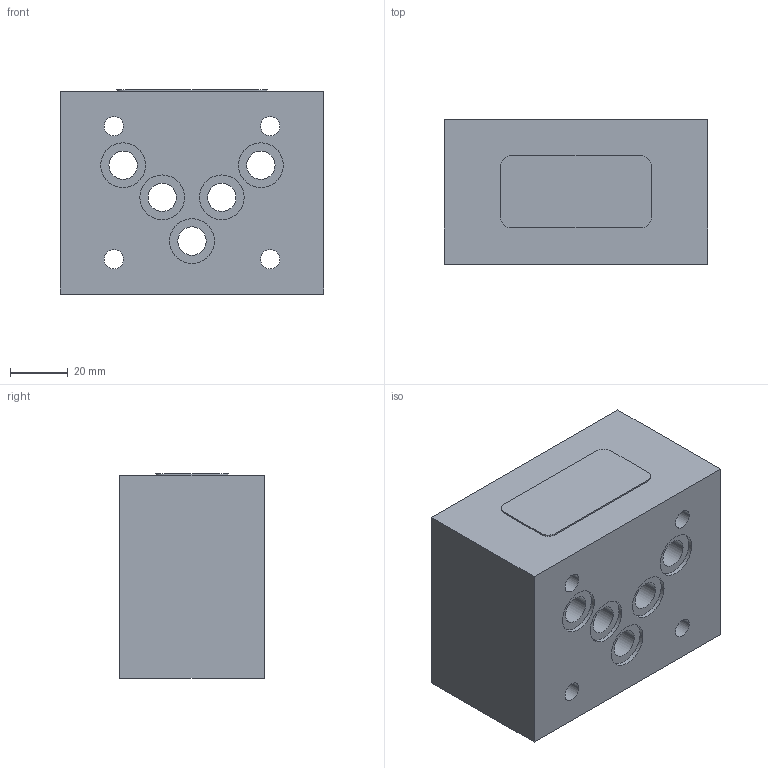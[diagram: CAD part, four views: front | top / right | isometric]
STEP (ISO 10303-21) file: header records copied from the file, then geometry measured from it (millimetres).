
FILE_DESCRIPTION((''),'2;1');
FILE_NAME('MVJ3_10_V001','2015-01-14T',('d.helta'),(''),'PRO/ENGINEER BY PARAMETRIC TECHNOLOGY CORPORATION, 2014090','PRO/ENGINEER BY PARAMETRIC TECHNOLOGY CORPORATION, 2014090','');
FILE_SCHEMA(('AUTOMOTIVE_DESIGN { 1 0 10303 214 1 1 1 1 }'));
Length unit declared in the file: millimetre
Products named in the file (1): MVJ3_10_V001
Bounding box: 91 x 50 x 70.5 mm (x, y, z)
Volume: 292451.7 mm3; surface area: 39908.5 mm2
Topology: 1 solids, 1 shells, 48 faces, 139 edges, 118 vertices
Faces by surface type: cylinder 32, plane 16
Entity records: 1793 total; most frequent: DIRECTION 301, CARTESIAN_POINT 270, ORIENTED_EDGE 240, EDGE_CURVE 120, AXIS2_PLACEMENT_3D 113, VERTEX_POINT 80, VECTOR 75, LINE 75
